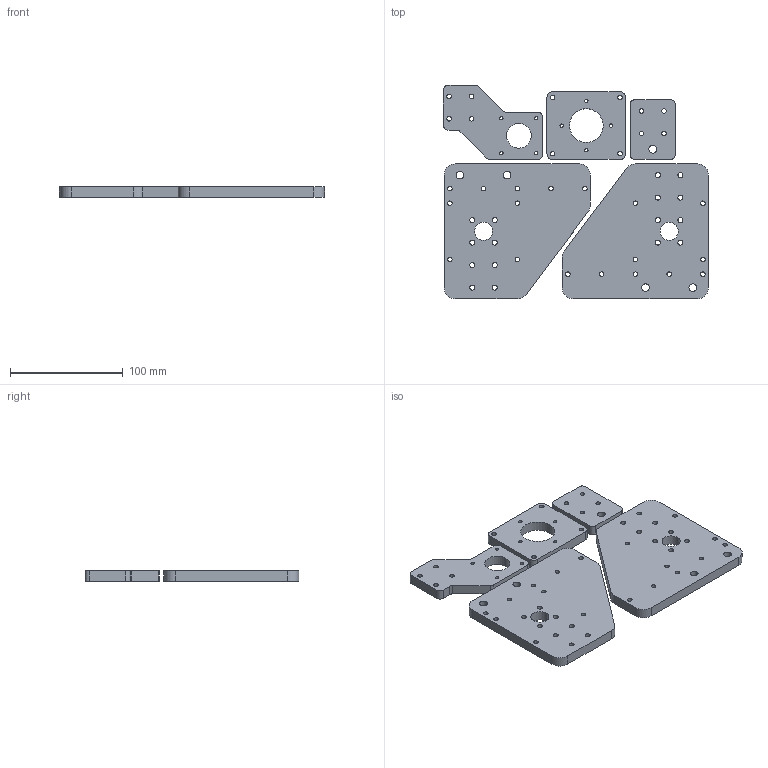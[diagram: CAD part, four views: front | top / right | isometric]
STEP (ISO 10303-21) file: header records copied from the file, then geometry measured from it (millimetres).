
FILE_DESCRIPTION (( 'STEP AP203' ), '1' );
FILE_NAME ('Milling_Y.STEP', '2017-07-06T06:22:38', ( '' ), ( '' ), 'SwSTEP 2.0', 'SolidWorks 2016', '' );
FILE_SCHEMA (( 'CONFIG_CONTROL_DESIGN' ));
Length unit declared in the file: millimetre
Products named in the file (5): gantry_side_Rigth; y_motor_plate; x_motor_plate; x_idler_plate; Milling_Y
Assembly tree (5 placements, depth 2):
  Milling_Y
    gantry_side_Rigth  x2
    y_motor_plate
    x_motor_plate
    x_idler_plate
Bounding box: 235.63 x 190 x 9 mm (x, y, z)
Volume: 307701.1 mm3; surface area: 92168 mm2
Topology: 5 solids, 5 shells, 188 faces, 534 edges, 356 vertices
Faces by surface type: cylinder 152, plane 36
Entity records: 5249 total; most frequent: DIRECTION 886, CARTESIAN_POINT 784, ORIENTED_EDGE 768, EDGE_CURVE 384, AXIS2_PLACEMENT_3D 358, VERTEX_POINT 256, EDGE_LOOP 222, CIRCLE 214
